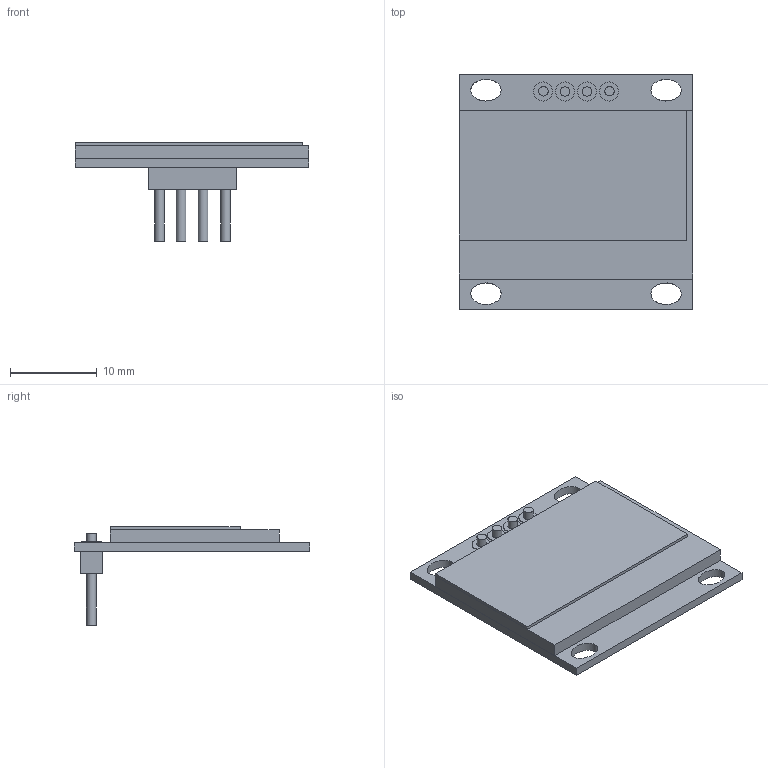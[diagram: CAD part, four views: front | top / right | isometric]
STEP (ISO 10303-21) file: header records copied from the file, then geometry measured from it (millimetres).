
FILE_DESCRIPTION(/* description */ (''),/* implementation_level */ '2;1');
FILE_NAME(/* name */ '128X64_LCD_LED.stp',/* time_stamp */ '2016-03-03T11:18:49+02:00',/* author */ ('Oleg'),/* organization */ (''),/* preprocessor_version */ 'ST-DEVELOPER v15.2',/* originating_system */ 'Autodesk Inventor 2014',/* authorisation */ '');
FILE_SCHEMA (('AUTOMOTIVE_DESIGN { 1 0 10303 214 3 1 1 }'));
Length unit declared in the file: millimetre
Products named in the file (5): Plata; Ekran; DISPLEJ; HEDR; 128X64_LCD_LED
Bounding box: 27.01 x 27.2 x 11.39 mm (x, y, z)
Volume: 1717.9 mm3; surface area: 3850.3 mm2
Topology: 16 solids, 16 shells, 72 faces, 116 edges, 76 vertices
Faces by surface type: plane 48, cylinder 20, bspline 4
Full cylindrical faces by diameter (mm): 1.1 x16, 2.2 x4
Entity records: 1805 total; most frequent: CARTESIAN_POINT 317, DIRECTION 282, ORIENTED_EDGE 200, AXIS2_PLACEMENT_3D 117, EDGE_LOOP 116, EDGE_CURVE 92, STYLED_ITEM 76, VERTEX_POINT 72
